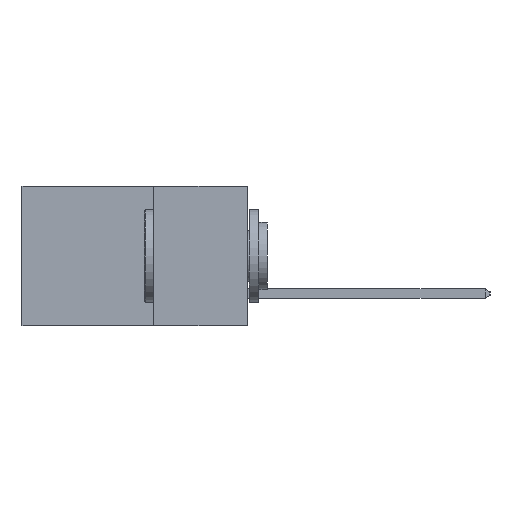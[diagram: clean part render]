
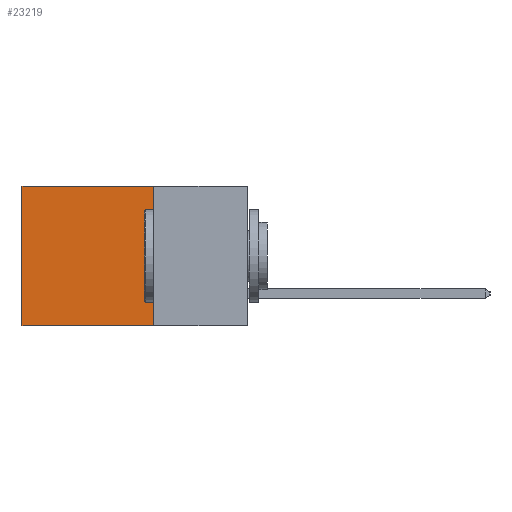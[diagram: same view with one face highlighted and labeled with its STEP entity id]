
A CAD part, left-side view. The second image highlights one B-rep face of the part: STEP entity #23219.
In plain terms, the highlighted planar face has unit normal (-1, 0, 0).
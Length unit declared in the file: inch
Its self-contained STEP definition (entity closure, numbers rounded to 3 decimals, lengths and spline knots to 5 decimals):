
#972 = EDGE_CURVE ( 'NONE', #4055, #7197, #1030, .T. ) ;
#1030 = LINE ( 'NONE', #13472, #11473 ) ;
#2012 = CARTESIAN_POINT ( 'NONE',  ( 0.298, 0.6, -0.37 ) ) ;
#2426 = CARTESIAN_POINT ( 'NONE',  ( 0.298, 0.25, -0.37 ) ) ;
#2727 = ORIENTED_EDGE ( 'NONE', *, *, #22127, .T. ) ;
#3678 = PLANE ( 'NONE',  #18735 ) ;
#4055 = VERTEX_POINT ( 'NONE', #11989 ) ;
#4942 = LINE ( 'NONE', #10424, #9835 ) ;
#6125 = EDGE_CURVE ( 'NONE', #16302, #6754, #4942, .T. ) ;
#6133 = CARTESIAN_POINT ( 'NONE',  ( 0.298, 0.6, 0. ) ) ;
#6754 = VERTEX_POINT ( 'NONE', #2012 ) ;
#7197 = VERTEX_POINT ( 'NONE', #7949 ) ;
#7949 = CARTESIAN_POINT ( 'NONE',  ( 0.298, 0.6, 0. ) ) ;
#8653 = ORIENTED_EDGE ( 'NONE', *, *, #972, .T. ) ;
#9635 = DIRECTION ( 'NONE',  ( 0., 0., -1. ) ) ;
#9835 = VECTOR ( 'NONE', #22924, 39.37008 ) ;
#9965 = LINE ( 'NONE', #22141, #24612 ) ;
#9984 = DIRECTION ( 'NONE',  ( 1., 0., 0. ) ) ;
#10424 = CARTESIAN_POINT ( 'NONE',  ( 0.298, 0.25, -0.37 ) ) ;
#11473 = VECTOR ( 'NONE', #22462, 39.37008 ) ;
#11989 = CARTESIAN_POINT ( 'NONE',  ( 0.298, 0.25, 0. ) ) ;
#13472 = CARTESIAN_POINT ( 'NONE',  ( 0.298, 0.25, 0. ) ) ;
#13979 = FACE_OUTER_BOUND ( 'NONE', #17649, .T. ) ;
#15583 = ORIENTED_EDGE ( 'NONE', *, *, #17746, .F. ) ;
#16302 = VERTEX_POINT ( 'NONE', #2426 ) ;
#17649 = EDGE_LOOP ( 'NONE', ( #2727, #19580, #15583, #8653 ) ) ;
#17746 = EDGE_CURVE ( 'NONE', #4055, #16302, #9965, .T. ) ;
#18273 = VECTOR ( 'NONE', #20717, 39.37008 ) ;
#18735 = AXIS2_PLACEMENT_3D ( 'NONE', #22494, #9984, #24537 ) ;
#19580 = ORIENTED_EDGE ( 'NONE', *, *, #6125, .F. ) ;
#20717 = DIRECTION ( 'NONE',  ( 0., 0., -1. ) ) ;
#22127 = EDGE_CURVE ( 'NONE', #7197, #6754, #23200, .T. ) ;
#22141 = CARTESIAN_POINT ( 'NONE',  ( 0.298, 0.25, 0. ) ) ;
#22462 = DIRECTION ( 'NONE',  ( 0., 1., 0. ) ) ;
#22494 = CARTESIAN_POINT ( 'NONE',  ( 0.298, 0.25, 0. ) ) ;
#22924 = DIRECTION ( 'NONE',  ( 0., 1., 0. ) ) ;
#23200 = LINE ( 'NONE', #6133, #18273 ) ;
#23219 = ADVANCED_FACE ( 'NONE', ( #13979 ), #3678, .F. ) ;
#24537 = DIRECTION ( 'NONE',  ( 0., 0., -1. ) ) ;
#24612 = VECTOR ( 'NONE', #9635, 39.37008 ) ;
